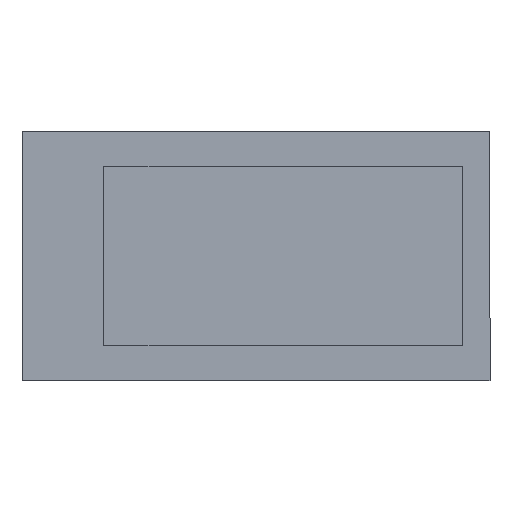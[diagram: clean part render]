
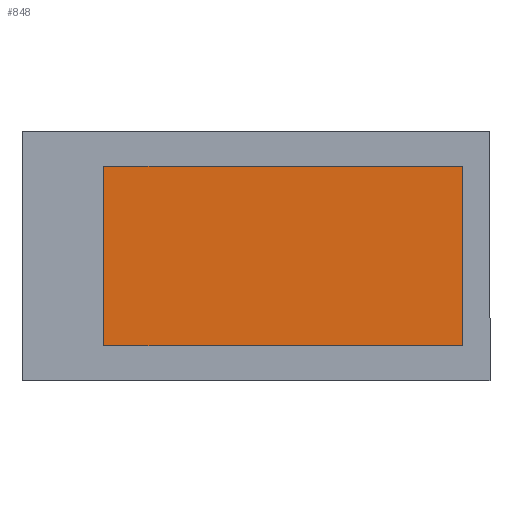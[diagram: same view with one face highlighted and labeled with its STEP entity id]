
A CAD part, top view. The second image highlights one B-rep face of the part: STEP entity #848.
In plain terms, the highlighted planar face has unit normal (0, 0, 1).
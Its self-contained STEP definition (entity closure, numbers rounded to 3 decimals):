
#9 = LINE ( 'NONE', #89, #1010 ) ;
#29 = AXIS2_PLACEMENT_3D ( 'NONE', #194, #465, #471 ) ;
#49 = CARTESIAN_POINT ( 'NONE',  ( -0.975, -0.575, 0. ) ) ;
#64 = EDGE_CURVE ( 'NONE', #873, #652, #880, .T. ) ;
#89 = CARTESIAN_POINT ( 'NONE',  ( -0.975, -0.575, 0. ) ) ;
#130 = CARTESIAN_POINT ( 'NONE',  ( 1.325, -0.575, 0. ) ) ;
#138 = CARTESIAN_POINT ( 'NONE',  ( 1.325, 0.575, 0. ) ) ;
#178 = VERTEX_POINT ( 'NONE', #49 ) ;
#184 = CARTESIAN_POINT ( 'NONE',  ( -0.975, 0.575, 0. ) ) ;
#194 = CARTESIAN_POINT ( 'NONE',  ( 0., 0., 0. ) ) ;
#267 = VECTOR ( 'NONE', #1014, 1000. ) ;
#277 = LINE ( 'NONE', #184, #1265 ) ;
#374 = CARTESIAN_POINT ( 'NONE',  ( 1.325, -0.575, 0. ) ) ;
#400 = ORIENTED_EDGE ( 'NONE', *, *, #1083, .T. ) ;
#405 = ORIENTED_EDGE ( 'NONE', *, *, #474, .T. ) ;
#465 = DIRECTION ( 'NONE',  ( 0., 0., 1. ) ) ;
#471 = DIRECTION ( 'NONE',  ( 1., 0., 0. ) ) ;
#474 = EDGE_CURVE ( 'NONE', #652, #602, #1059, .T. ) ;
#575 = DIRECTION ( 'NONE',  ( 0., 1., 0. ) ) ;
#602 = VERTEX_POINT ( 'NONE', #1214 ) ;
#652 = VERTEX_POINT ( 'NONE', #138 ) ;
#671 = DIRECTION ( 'NONE',  ( 1., 0., 0. ) ) ;
#703 = CARTESIAN_POINT ( 'NONE',  ( 1.325, 0.575, 0. ) ) ;
#755 = ORIENTED_EDGE ( 'NONE', *, *, #1088, .T. ) ;
#768 = DIRECTION ( 'NONE',  ( 0., -1., 0. ) ) ;
#848 = ADVANCED_FACE ( 'NONE', ( #1086 ), #1163, .T. ) ;
#873 = VERTEX_POINT ( 'NONE', #130 ) ;
#880 = LINE ( 'NONE', #374, #943 ) ;
#943 = VECTOR ( 'NONE', #575, 1000. ) ;
#1010 = VECTOR ( 'NONE', #671, 1000. ) ;
#1014 = DIRECTION ( 'NONE',  ( -1., 0., 0. ) ) ;
#1059 = LINE ( 'NONE', #703, #267 ) ;
#1072 = EDGE_LOOP ( 'NONE', ( #405, #755, #400, #1248 ) ) ;
#1083 = EDGE_CURVE ( 'NONE', #178, #873, #9, .T. ) ;
#1086 = FACE_OUTER_BOUND ( 'NONE', #1072, .T. ) ;
#1088 = EDGE_CURVE ( 'NONE', #602, #178, #277, .T. ) ;
#1163 = PLANE ( 'NONE',  #29 ) ;
#1214 = CARTESIAN_POINT ( 'NONE',  ( -0.975, 0.575, 0. ) ) ;
#1248 = ORIENTED_EDGE ( 'NONE', *, *, #64, .T. ) ;
#1265 = VECTOR ( 'NONE', #768, 1000. ) ;
